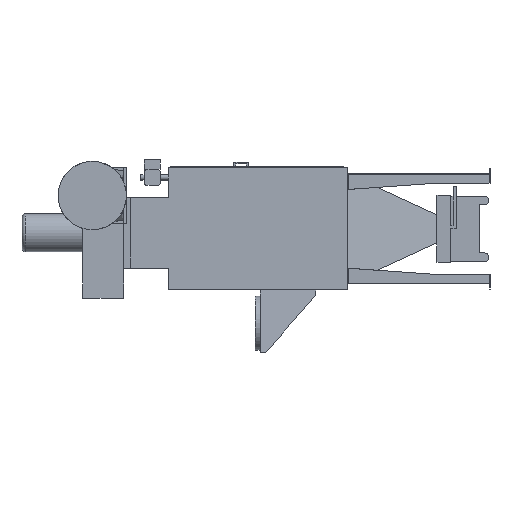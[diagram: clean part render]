
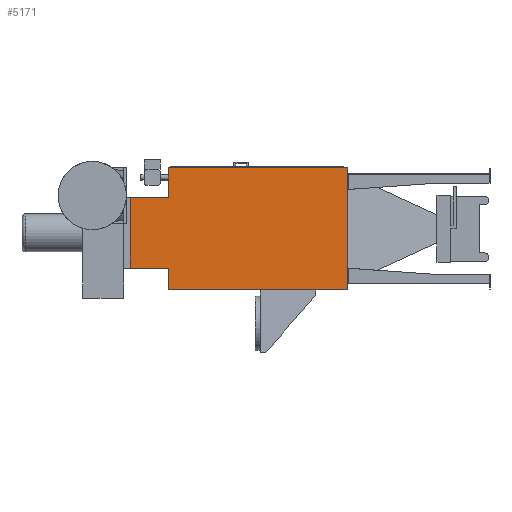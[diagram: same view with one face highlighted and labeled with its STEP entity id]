
A CAD part, left-side view. The second image highlights one B-rep face of the part: STEP entity #5171.
In plain terms, the highlighted planar face has unit normal (-1, 0, 0).
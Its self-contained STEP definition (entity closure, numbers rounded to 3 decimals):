
#270=PLANE('',#5510);
#521=FACE_OUTER_BOUND('',#822,.T.);
#822=EDGE_LOOP('',(#4622,#4623,#4624,#4625,#4626,#4627,#4628,#4629));
#1059=LINE('',#7287,#1694);
#1117=LINE('',#7454,#1752);
#1421=LINE('',#8100,#2056);
#1427=LINE('',#8111,#2062);
#1430=LINE('',#8117,#2065);
#1431=LINE('',#8120,#2066);
#1435=LINE('',#8126,#2070);
#1436=LINE('',#8128,#2071);
#1694=VECTOR('',#5919,10.);
#1752=VECTOR('',#6091,10.);
#2056=VECTOR('',#6677,10.);
#2062=VECTOR('',#6685,10.);
#2065=VECTOR('',#6690,10.);
#2066=VECTOR('',#6693,10.);
#2070=VECTOR('',#6699,10.);
#2071=VECTOR('',#6702,10.);
#2357=VERTEX_POINT('',#7284);
#2358=VERTEX_POINT('',#7286);
#2409=VERTEX_POINT('',#7451);
#2410=VERTEX_POINT('',#7453);
#2610=VERTEX_POINT('',#8097);
#2614=VERTEX_POINT('',#8106);
#2617=VERTEX_POINT('',#8115);
#2618=VERTEX_POINT('',#8119);
#2886=EDGE_CURVE('',#2358,#2357,#1059,.T.);
#2968=EDGE_CURVE('',#2410,#2409,#1117,.T.);
#3288=EDGE_CURVE('',#2409,#2610,#1421,.T.);
#3294=EDGE_CURVE('',#2410,#2614,#1427,.T.);
#3297=EDGE_CURVE('',#2617,#2610,#1430,.T.);
#3298=EDGE_CURVE('',#2614,#2618,#1431,.T.);
#3302=EDGE_CURVE('',#2357,#2618,#1435,.T.);
#3303=EDGE_CURVE('',#2358,#2617,#1436,.T.);
#4622=ORIENTED_EDGE('',*,*,#2886,.T.);
#4623=ORIENTED_EDGE('',*,*,#3302,.T.);
#4624=ORIENTED_EDGE('',*,*,#3298,.F.);
#4625=ORIENTED_EDGE('',*,*,#3294,.F.);
#4626=ORIENTED_EDGE('',*,*,#2968,.T.);
#4627=ORIENTED_EDGE('',*,*,#3288,.T.);
#4628=ORIENTED_EDGE('',*,*,#3297,.F.);
#4629=ORIENTED_EDGE('',*,*,#3303,.F.);
#5171=ADVANCED_FACE('',(#521),#270,.T.);
#5510=AXIS2_PLACEMENT_3D('',#8127,#6700,#6701);
#5919=DIRECTION('',(0.,0.,1.));
#6091=DIRECTION('',(0.,0.,-1.));
#6677=DIRECTION('',(0.,-1.,0.));
#6685=DIRECTION('',(0.,-1.,0.));
#6690=DIRECTION('',(0.,0.,1.));
#6693=DIRECTION('',(0.,0.,1.));
#6699=DIRECTION('',(0.,1.,0.));
#6700=DIRECTION('center_axis',(-1.,0.,0.));
#6701=DIRECTION('ref_axis',(0.,0.,1.));
#6702=DIRECTION('',(0.,1.,0.));
#7284=CARTESIAN_POINT('',(-650.,0.,565.));
#7286=CARTESIAN_POINT('',(-650.,0.,-565.));
#7287=CARTESIAN_POINT('',(-650.,0.,-565.));
#7451=CARTESIAN_POINT('',(-650.,2008.,-362.5));
#7453=CARTESIAN_POINT('',(-650.,2008.,288.5));
#7454=CARTESIAN_POINT('',(-650.,2008.,288.5));
#8097=CARTESIAN_POINT('',(-650.,1656.,-362.5));
#8100=CARTESIAN_POINT('',(-650.,2008.,-362.5));
#8106=CARTESIAN_POINT('',(-650.,1656.,288.5));
#8111=CARTESIAN_POINT('',(-650.,2008.,288.5));
#8115=CARTESIAN_POINT('',(-650.,1656.,-565.));
#8117=CARTESIAN_POINT('',(-650.,1656.,-565.));
#8119=CARTESIAN_POINT('',(-650.,1656.,565.));
#8120=CARTESIAN_POINT('',(-650.,1656.,-565.));
#8126=CARTESIAN_POINT('',(-650.,0.,565.));
#8127=CARTESIAN_POINT('Origin',(-650.,0.,-565.));
#8128=CARTESIAN_POINT('',(-650.,0.,-565.));
